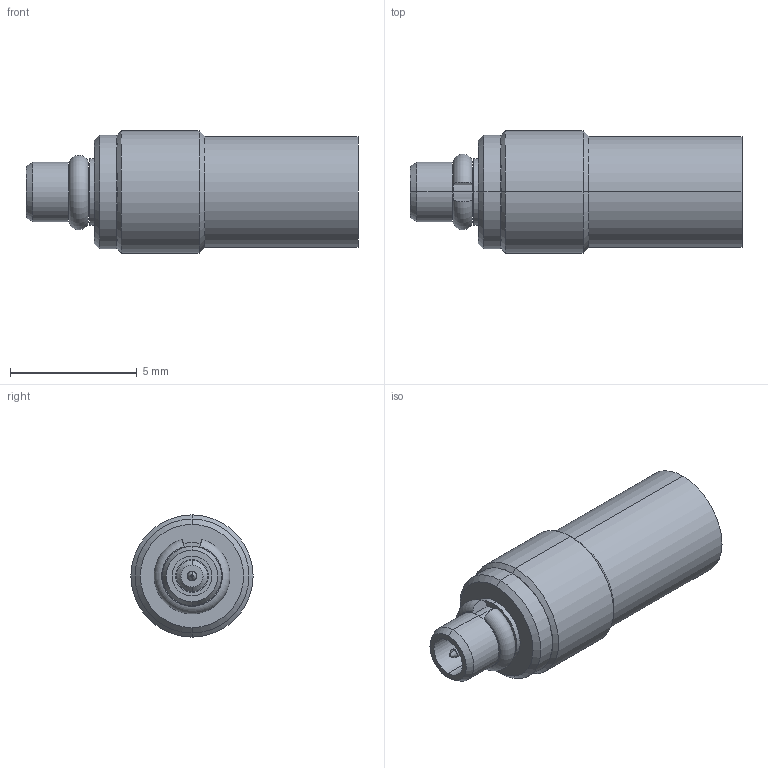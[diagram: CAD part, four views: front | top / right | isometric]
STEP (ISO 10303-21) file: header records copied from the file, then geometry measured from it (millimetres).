
FILE_DESCRIPTION (( 'STEP AP203' ), '1' );
FILE_NAME ('FMAD1312_3D.STEP', '2022-03-18T19:41:54', ( '' ), ( '' ), 'SwSTEP 2.0', 'SolidWorks 2021', '' );
FILE_SCHEMA (( 'CONFIG_CONTROL_DESIGN' ));
Length unit declared in the file: inch
Products named in the file (1): FMAD1312_3D
Bounding box: 13.11 x 4.83 x 4.83 mm (x, y, z)
Volume: 151.5 mm3; surface area: 552 mm2
Topology: 6 solids, 6 shells, 122 faces, 245 edges, 156 vertices
Faces by surface type: cylinder 64, plane 35, cone 22, torus 1
Entity records: 3316 total; most frequent: DIRECTION 645, CARTESIAN_POINT 524, ORIENTED_EDGE 490, AXIS2_PLACEMENT_3D 277, EDGE_CURVE 245, VERTEX_POINT 156, CIRCLE 154, EDGE_LOOP 153
